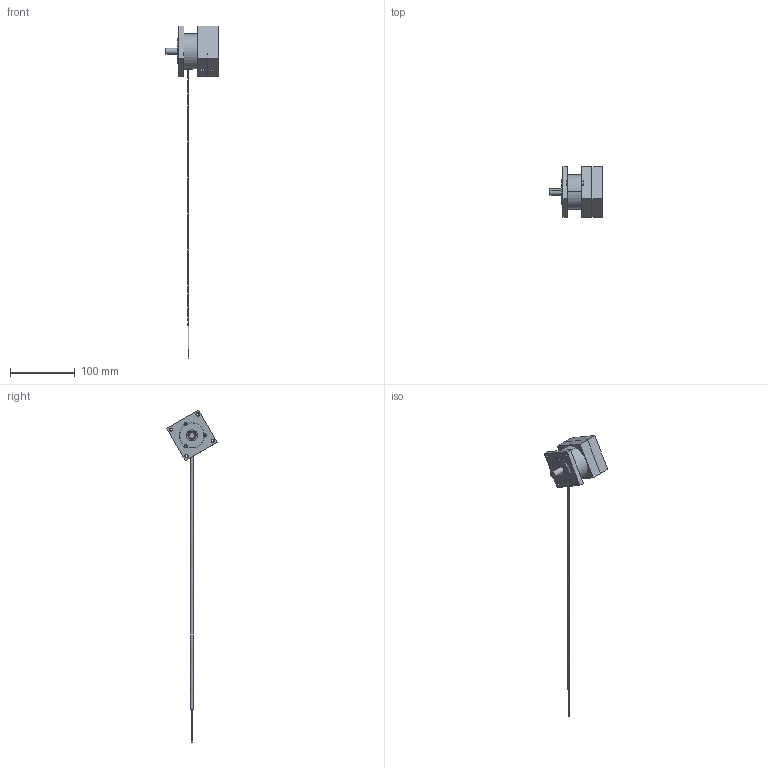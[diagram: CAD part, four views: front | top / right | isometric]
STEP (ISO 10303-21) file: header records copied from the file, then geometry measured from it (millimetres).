
FILE_DESCRIPTION (( 'STEP AP203' ), '1' );
FILE_NAME ('8923-X651.STEP', '2014-09-12T17:54:51', ( 'AIM User' ), ( 'Hewlett-Packard Company' ), 'SwSTEP 2.0', 'SolidWorks 2012', '' );
FILE_SCHEMA (( 'CONFIG_CONTROL_DESIGN' ));
Length unit declared in the file: inch
Products named in the file (1): 8923-X651
Bounding box: 81.06 x 78.07 x 512.43 mm (x, y, z)
Surface area: 39489.3 mm2 (no closed solid volume)
Topology: 0 solids, 20 shells, 162 faces, 533 edges, 384 vertices
Faces by surface type: cylinder 82, plane 61, cone 11, torus 6, bspline 2
Entity records: 6428 total; most frequent: CARTESIAN_POINT 1589, DIRECTION 1048, ORIENTED_EDGE 856, EDGE_CURVE 533, AXIS2_PLACEMENT_3D 399, VERTEX_POINT 384, VECTOR 250, LINE 250
